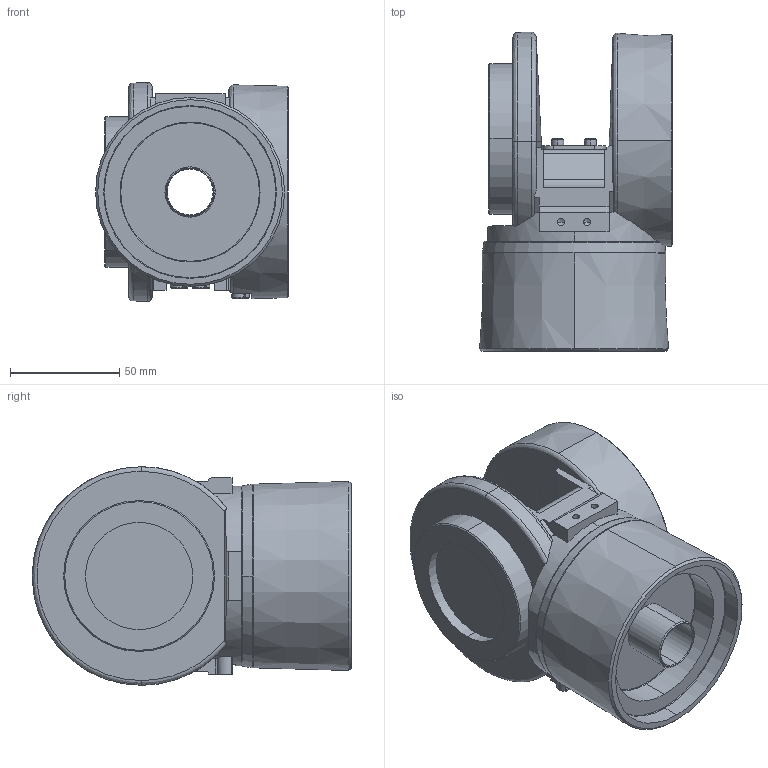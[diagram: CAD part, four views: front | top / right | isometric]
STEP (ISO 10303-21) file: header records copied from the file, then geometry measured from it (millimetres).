
FILE_DESCRIPTION (( 'STEP AP214' ), '1' );
FILE_NAME ('N6_A10SS J5.STEP', '2020-05-10T09:06:09', ( '' ), ( '' ), 'SwSTEP 2.0', 'SolidWorks 2019', '' );
FILE_SCHEMA (( 'AUTOMOTIVE_DESIGN' ));
Length unit declared in the file: millimetre
Products named in the file (1): N6_A10SS J5
Bounding box: 88.22 x 146.2 x 100 mm (x, y, z)
Volume: 619833 mm3; surface area: 77126.5 mm2
Topology: 1 solids, 1 shells, 343 faces, 870 edges, 554 vertices
Faces by surface type: plane 178, cylinder 80, cone 65, bspline 20
Entity records: 14883 total; most frequent: CARTESIAN_POINT 2880, ORIENTED_EDGE 1716, DIRECTION 1696, EDGE_CURVE 858, AXIS2_PLACEMENT_3D 602, VERTEX_POINT 554, LINE 492, VECTOR 492
